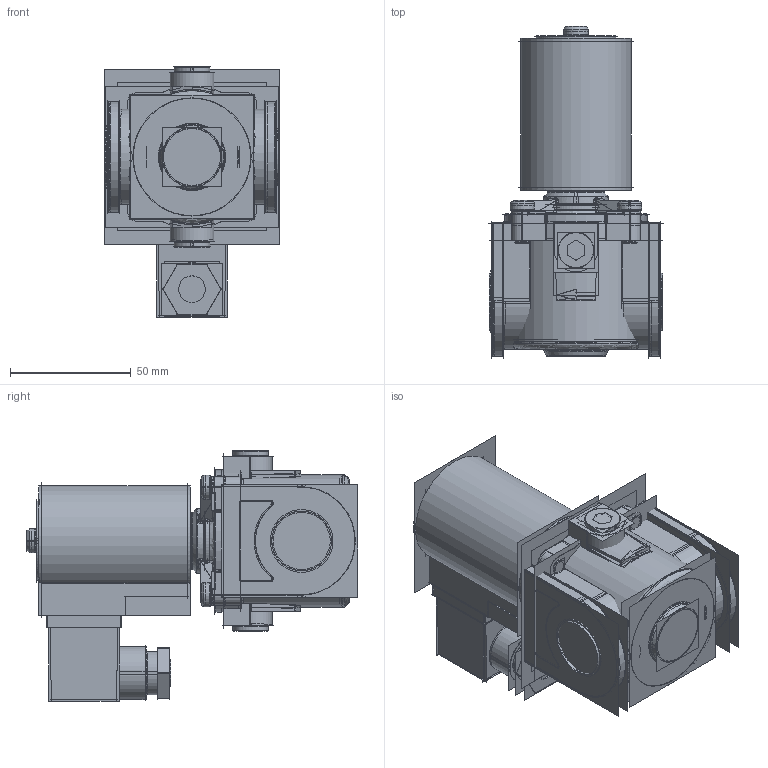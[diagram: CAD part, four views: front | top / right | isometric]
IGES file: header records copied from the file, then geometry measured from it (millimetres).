
Start section:  PTC IGES file: evp03_new_asm.igs
Global section: file name: evp03_new_asm.igs; native system: Creo Parametric by Parametric Technology Corporation; preprocessor: 2015030; author: simoneb; organization: Unknown; date: 20161209.100505; units: millimetre
Bounding box: 72.8 x 137.57 x 103.74 mm (x, y, z)
Surface area: 258006.5 mm2 (no closed solid volume)
Topology: 0 solids, 0 shells, 2381 faces, 31470 edges, 41227 vertices
Faces by surface type: revolution 1283, bspline 1098
